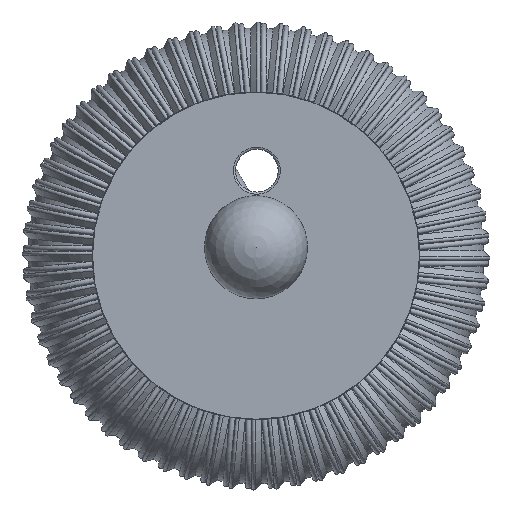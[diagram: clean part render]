
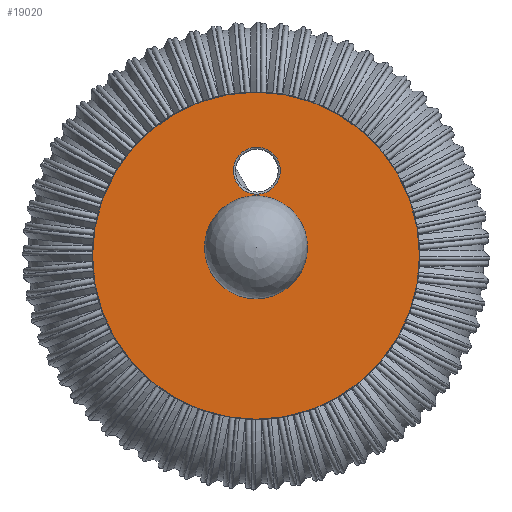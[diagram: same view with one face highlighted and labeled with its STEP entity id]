
A CAD part, top view. The second image highlights one B-rep face of the part: STEP entity #19020.
In plain terms, the highlighted planar face has unit normal (0, 0, 1).
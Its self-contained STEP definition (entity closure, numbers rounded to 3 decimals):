
#3410=FACE_BOUND('',#5655,.T.);
#3411=FACE_BOUND('',#5656,.T.);
#3469=PLANE('',#20539);
#4341=FACE_OUTER_BOUND('',#5654,.T.);
#5654=EDGE_LOOP('',(#13333));
#5655=EDGE_LOOP('',(#13334));
#5656=EDGE_LOOP('',(#13335));
#6980=CIRCLE('',#20533,11.);
#6985=CIRCLE('',#20540,90.);
#6986=CIRCLE('',#20541,1.6);
#8325=VERTEX_POINT('',#32540);
#8329=VERTEX_POINT('',#32552);
#8330=VERTEX_POINT('',#32554);
#10086=EDGE_CURVE('',#8325,#8325,#6980,.T.);
#10092=EDGE_CURVE('',#8329,#8329,#6985,.T.);
#10093=EDGE_CURVE('',#8330,#8330,#6986,.T.);
#13333=ORIENTED_EDGE('',*,*,#10092,.F.);
#13334=ORIENTED_EDGE('',*,*,#10093,.T.);
#13335=ORIENTED_EDGE('',*,*,#10086,.F.);
#19020=ADVANCED_FACE('',(#4341,#3410,#3411),#3469,.T.);
#20533=AXIS2_PLACEMENT_3D('',#32541,#23493,#23494);
#20539=AXIS2_PLACEMENT_3D('',#32551,#23506,#23507);
#20540=AXIS2_PLACEMENT_3D('',#32553,#23508,#23509);
#20541=AXIS2_PLACEMENT_3D('',#32555,#23510,#23511);
#23493=DIRECTION('center_axis',(0.,0.,1.));
#23494=DIRECTION('ref_axis',(-1.,0.,0.));
#23506=DIRECTION('center_axis',(0.,0.,1.));
#23507=DIRECTION('ref_axis',(1.,0.,0.));
#23508=DIRECTION('center_axis',(0.,0.,-1.));
#23509=DIRECTION('ref_axis',(1.,0.,0.));
#23510=DIRECTION('center_axis',(0.,0.,-1.));
#23511=DIRECTION('ref_axis',(-1.,0.,0.));
#32540=CARTESIAN_POINT('',(11.385,39.998,0.));
#32541=CARTESIAN_POINT('Origin',(0.385,39.998,0.));
#32551=CARTESIAN_POINT('Origin',(0.,90.,0.));
#32552=CARTESIAN_POINT('',(90.,0.,0.));
#32553=CARTESIAN_POINT('Origin',(0.,0.,0.));
#32554=CARTESIAN_POINT('',(1.6,0.,0.));
#32555=CARTESIAN_POINT('Origin',(0.,0.,0.));
